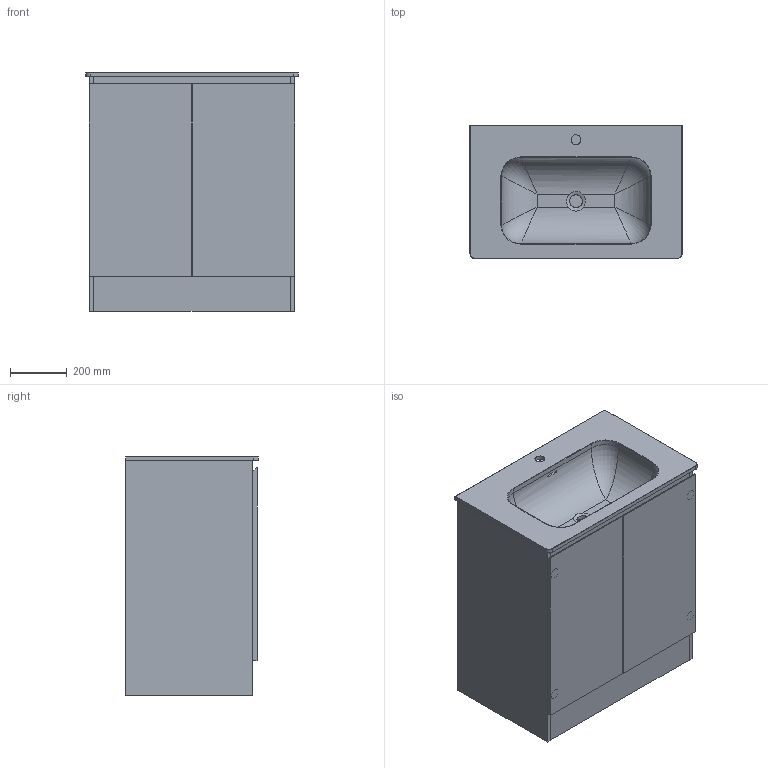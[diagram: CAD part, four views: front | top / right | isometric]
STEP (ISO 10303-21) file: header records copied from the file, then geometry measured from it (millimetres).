
FILE_DESCRIPTION(/* description */ (''),/* implementation_level */ '2;1');
FILE_NAME(/* name */ 'STEP - RCE-10824631_B7547_12376',/* time_stamp */ '2024-09-13T15:00:31+10:00',/* author */ (''),/* organization */ (''),/* preprocessor_version */ 'ST-DEVELOPER v16.5',/* originating_system */ 'Rhino 7.37',/* authorisation */ '');
FILE_SCHEMA (('CONFIG_CONTROL_DESIGN'));
Length unit declared in the file: millimetre
Products named in the file (1): Document
Bounding box: 750 x 470 x 845 mm (x, y, z)
Volume: 44111731.9 mm3; surface area: 6410017.1 mm2
Topology: 16 solids, 16 shells, 313 faces, 779 edges, 510 vertices
Faces by surface type: plane 191, cylinder 85, bspline 37
Full cylindrical faces by diameter (mm): 4 x8, 5 x16, 35 x5, 45 x2, 100 x1
Entity records: 16309 total; most frequent: CARTESIAN_POINT 10966, ORIENTED_EDGE 1542, EDGE_CURVE 771, B_SPLINE_CURVE_WITH_KNOTS 523, VERTEX_POINT 510, EDGE_LOOP 361, ADVANCED_FACE 313, FACE_OUTER_BOUND 313
